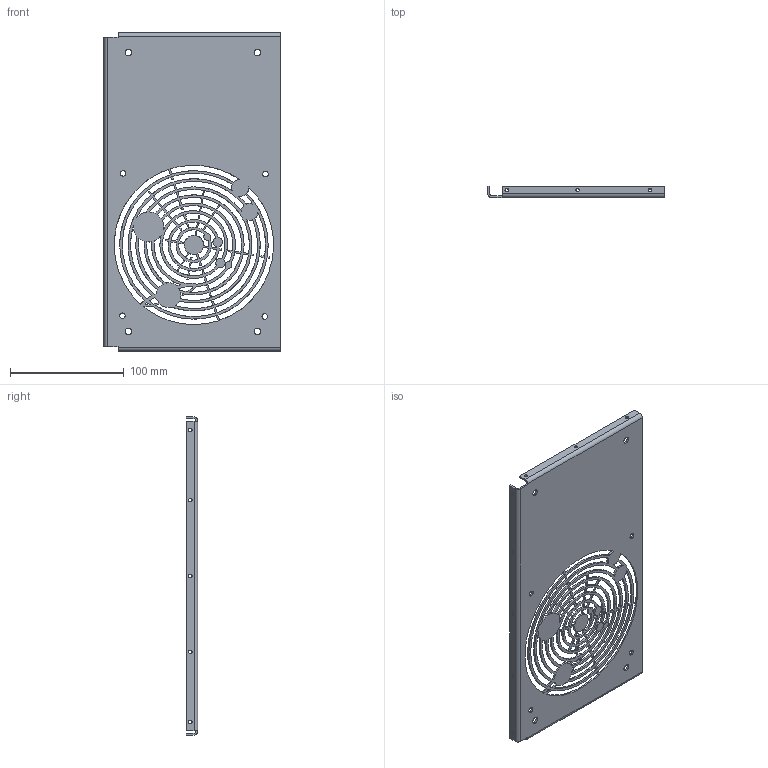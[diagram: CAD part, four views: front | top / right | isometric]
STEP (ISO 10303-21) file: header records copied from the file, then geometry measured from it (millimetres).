
FILE_DESCRIPTION(/* description */ (''),/* implementation_level */ '2;1');
FILE_NAME(/* name */ 'Bottom Tray V1.step',/* time_stamp */ '2018-10-31T11:58:29-06:00',/* author */ (''),/* organization */ (''),/* preprocessor_version */ 'ST-DEVELOPER v17.2',/* originating_system */ 'Autodesk Translation Framework v7.6.0.251',/* authorisation */ '');
FILE_SCHEMA (('AUTOMOTIVE_DESIGN { 1 0 10303 214 3 1 1 }'));
Length unit declared in the file: millimetre
Products named in the file (1): Bottom Tray
Bounding box: 155 x 10 x 280 mm (x, y, z)
Volume: 60345.8 mm3; surface area: 84664.5 mm2
Topology: 1 solids, 1 shells, 398 faces, 1168 edges, 772 vertices
Faces by surface type: bspline 237, plane 136, cylinder 25
Full cylindrical faces by diameter (mm): 3.1 x11, 4.85 x4, 5.8 x4
Entity records: 15880 total; most frequent: CARTESIAN_POINT 6540, ORIENTED_EDGE 2336, EDGE_CURVE 1168, DIRECTION 1120, VERTEX_POINT 772, LINE 640, VECTOR 640, EDGE_LOOP 534
